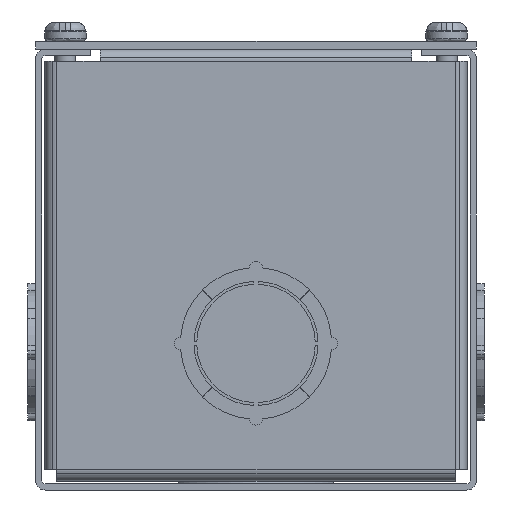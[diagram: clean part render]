
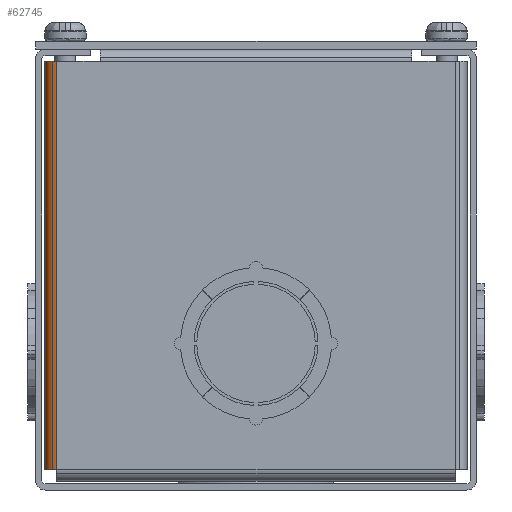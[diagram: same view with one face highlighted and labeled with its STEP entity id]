
A CAD part, front view. The second image highlights one B-rep face of the part: STEP entity #62745.
In plain terms, the highlighted cylindrical face has radius 2.743 mm (diameter 5.486 mm), a partial arc.
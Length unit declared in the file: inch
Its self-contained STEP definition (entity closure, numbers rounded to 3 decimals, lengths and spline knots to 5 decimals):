
#654 = CARTESIAN_POINT ( 'NONE',  ( -1.807, -23.892, 0.188 ) ) ;
#985 = VERTEX_POINT ( 'NONE', #4434 ) ;
#2898 = DIRECTION ( 'NONE',  ( 0., 0., -1. ) ) ;
#3943 = AXIS2_PLACEMENT_3D ( 'NONE', #21950, #21611, #12289 ) ;
#4252 = LINE ( 'NONE', #66515, #39327 ) ;
#4434 = CARTESIAN_POINT ( 'NONE',  ( -1.915, -23.892, 0.188 ) ) ;
#6629 = DIRECTION ( 'NONE',  ( 0., 0., -1. ) ) ;
#9179 = VERTEX_POINT ( 'NONE', #50356 ) ;
#12289 = DIRECTION ( 'NONE',  ( 0., -1., 0. ) ) ;
#12924 = ORIENTED_EDGE ( 'NONE', *, *, #39097, .T. ) ;
#15446 = ORIENTED_EDGE ( 'NONE', *, *, #67844, .F. ) ;
#17108 = DIRECTION ( 'NONE',  ( 0., 0., 1. ) ) ;
#17163 = DIRECTION ( 'NONE',  ( 0., -1., 0. ) ) ;
#20286 = ORIENTED_EDGE ( 'NONE', *, *, #55175, .F. ) ;
#20299 = AXIS2_PLACEMENT_3D ( 'NONE', #654, #27452, #17163 ) ;
#21459 = LINE ( 'NONE', #26620, #39168 ) ;
#21611 = DIRECTION ( 'NONE',  ( 0., 0., 1. ) ) ;
#21950 = CARTESIAN_POINT ( 'NONE',  ( -1.807, -23.892, 3.892 ) ) ;
#22607 = FACE_OUTER_BOUND ( 'NONE', #27626, .T. ) ;
#23539 = VERTEX_POINT ( 'NONE', #41293 ) ;
#26620 = CARTESIAN_POINT ( 'NONE',  ( -1.915, -23.892, 0.188 ) ) ;
#27074 = DIRECTION ( 'NONE',  ( 0., -1., 0. ) ) ;
#27452 = DIRECTION ( 'NONE',  ( 0., 0., 1. ) ) ;
#27626 = EDGE_LOOP ( 'NONE', ( #54882, #20286, #15446, #12924 ) ) ;
#27743 = CARTESIAN_POINT ( 'NONE',  ( -1.807, -23.892, 0.188 ) ) ;
#31281 = VERTEX_POINT ( 'NONE', #54737 ) ;
#35802 = CIRCLE ( 'NONE', #3943, 0.108 ) ;
#39097 = EDGE_CURVE ( 'NONE', #31281, #985, #21459, .T. ) ;
#39168 = VECTOR ( 'NONE', #6629, 39.37008 ) ;
#39327 = VECTOR ( 'NONE', #2898, 39.37008 ) ;
#41293 = CARTESIAN_POINT ( 'NONE',  ( -1.807, -24., 0.188 ) ) ;
#49954 = CIRCLE ( 'NONE', #20299, 0.108 ) ;
#50356 = CARTESIAN_POINT ( 'NONE',  ( -1.807, -24., 3.892 ) ) ;
#54737 = CARTESIAN_POINT ( 'NONE',  ( -1.915, -23.892, 3.892 ) ) ;
#54882 = ORIENTED_EDGE ( 'NONE', *, *, #66989, .T. ) ;
#55175 = EDGE_CURVE ( 'NONE', #9179, #23539, #4252, .T. ) ;
#57931 = AXIS2_PLACEMENT_3D ( 'NONE', #27743, #17108, #27074 ) ;
#59733 = CYLINDRICAL_SURFACE ( 'NONE', #57931, 0.108 ) ;
#62745 = ADVANCED_FACE ( 'NONE', ( #22607 ), #59733, .T. ) ;
#66515 = CARTESIAN_POINT ( 'NONE',  ( -1.807, -24., 0.188 ) ) ;
#66989 = EDGE_CURVE ( 'NONE', #985, #23539, #49954, .T. ) ;
#67844 = EDGE_CURVE ( 'NONE', #31281, #9179, #35802, .T. ) ;
